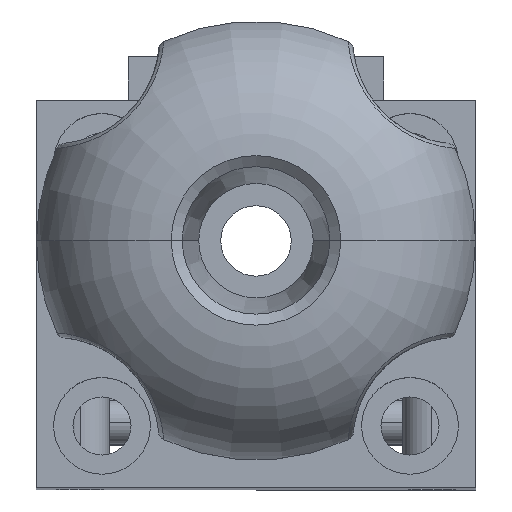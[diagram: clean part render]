
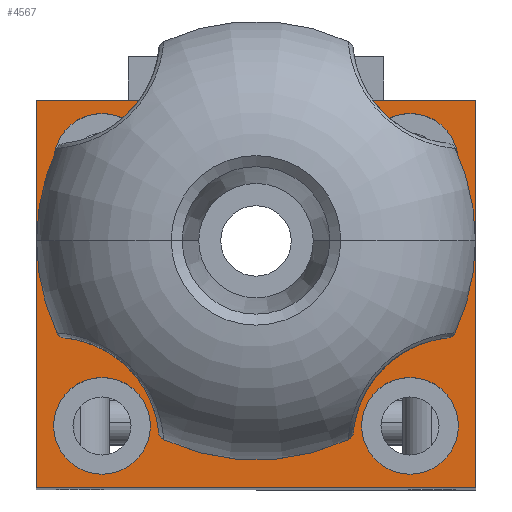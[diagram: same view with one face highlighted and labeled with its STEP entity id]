
A CAD part, top view. The second image highlights one B-rep face of the part: STEP entity #4567.
In plain terms, the highlighted planar face has unit normal (0, 0, 1).
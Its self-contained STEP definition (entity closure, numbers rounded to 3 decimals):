
#76 = ORIENTED_EDGE ( 'NONE', *, *, #5980, .F. ) ;
#385 = FACE_BOUND ( 'NONE', #10620, .T. ) ;
#822 = EDGE_CURVE ( 'NONE', #9374, #5992, #2400, .T. ) ;
#823 = CARTESIAN_POINT ( 'NONE',  ( 0., 28., 82.5 ) ) ;
#1069 = DIRECTION ( 'NONE',  ( -1., 0., 0. ) ) ;
#1139 = VERTEX_POINT ( 'NONE', #9226 ) ;
#1225 = CARTESIAN_POINT ( 'NONE',  ( 23., 37., 82.5 ) ) ;
#1370 = CARTESIAN_POINT ( 'NONE',  ( 25., 0., 82.5 ) ) ;
#1378 = AXIS2_PLACEMENT_3D ( 'NONE', #8646, #18256, #5460 ) ;
#1722 = DIRECTION ( 'NONE',  ( 0., -1., 0. ) ) ;
#1725 = VERTEX_POINT ( 'NONE', #7904 ) ;
#1984 = PLANE ( 'NONE',  #5458 ) ;
#2126 = CARTESIAN_POINT ( 'NONE',  ( 6., 28., 82.5 ) ) ;
#2400 = CIRCLE ( 'NONE', #1378, 5.5 ) ;
#2704 = ORIENTED_EDGE ( 'NONE', *, *, #6640, .F. ) ;
#2822 = ORIENTED_EDGE ( 'NONE', *, *, #13568, .F. ) ;
#2888 = LINE ( 'NONE', #9241, #19440 ) ;
#3691 = VERTEX_POINT ( 'NONE', #18853 ) ;
#3822 = CIRCLE ( 'NONE', #18340, 5.5 ) ;
#3909 = DIRECTION ( 'NONE',  ( 1., 0., 0. ) ) ;
#4016 = ORIENTED_EDGE ( 'NONE', *, *, #8358, .T. ) ;
#4127 = EDGE_CURVE ( 'NONE', #6773, #10322, #19139, .T. ) ;
#4272 = CARTESIAN_POINT ( 'NONE',  ( -23., 37., 82.5 ) ) ;
#4567 = ADVANCED_FACE ( 'NONE', ( #16153, #385, #5048, #6859, #12879, #9814 ), #1984, .T. ) ;
#4914 = ORIENTED_EDGE ( 'NONE', *, *, #18426, .T. ) ;
#5048 = FACE_BOUND ( 'NONE', #15618, .T. ) ;
#5328 = CARTESIAN_POINT ( 'NONE',  ( -12., 37., 82.5 ) ) ;
#5422 = EDGE_LOOP ( 'NONE', ( #9421, #10894 ) ) ;
#5458 = AXIS2_PLACEMENT_3D ( 'NONE', #20915, #8129, #16587 ) ;
#5460 = DIRECTION ( 'NONE',  ( 1., 0., 0. ) ) ;
#5626 = CIRCLE ( 'NONE', #16090, 5.5 ) ;
#5980 = EDGE_CURVE ( 'NONE', #13060, #12745, #5626, .T. ) ;
#5992 = VERTEX_POINT ( 'NONE', #17967 ) ;
#6181 = CIRCLE ( 'NONE', #18009, 6. ) ;
#6617 = VERTEX_POINT ( 'NONE', #19081 ) ;
#6640 = EDGE_CURVE ( 'NONE', #12745, #13060, #13797, .T. ) ;
#6773 = VERTEX_POINT ( 'NONE', #13880 ) ;
#6831 = DIRECTION ( 'NONE',  ( 1., 0., 0. ) ) ;
#6859 = FACE_BOUND ( 'NONE', #9077, .T. ) ;
#7040 = CARTESIAN_POINT ( 'NONE',  ( -17.5, 37., 82.5 ) ) ;
#7556 = CARTESIAN_POINT ( 'NONE',  ( 0., 28., 82.5 ) ) ;
#7663 = LINE ( 'NONE', #16977, #9537 ) ;
#7764 = DIRECTION ( 'NONE',  ( 1., 0., 0. ) ) ;
#7904 = CARTESIAN_POINT ( 'NONE',  ( 23., 7., 82.5 ) ) ;
#7908 = CARTESIAN_POINT ( 'NONE',  ( 25., 44., 82.5 ) ) ;
#7939 = CARTESIAN_POINT ( 'NONE',  ( -12., 7., 82.5 ) ) ;
#8039 = AXIS2_PLACEMENT_3D ( 'NONE', #7040, #9998, #6831 ) ;
#8129 = DIRECTION ( 'NONE',  ( 0., 0., 1. ) ) ;
#8220 = CARTESIAN_POINT ( 'NONE',  ( 17.5, 37., 82.5 ) ) ;
#8236 = CIRCLE ( 'NONE', #17012, 5.5 ) ;
#8358 = EDGE_CURVE ( 'NONE', #6617, #3691, #11570, .T. ) ;
#8499 = VERTEX_POINT ( 'NONE', #15377 ) ;
#8646 = CARTESIAN_POINT ( 'NONE',  ( 17.5, 37., 82.5 ) ) ;
#8675 = VECTOR ( 'NONE', #14070, 1000. ) ;
#8908 = VERTEX_POINT ( 'NONE', #2126 ) ;
#9077 = EDGE_LOOP ( 'NONE', ( #19082, #2822 ) ) ;
#9148 = DIRECTION ( 'NONE',  ( 1., 0., 0. ) ) ;
#9226 = CARTESIAN_POINT ( 'NONE',  ( 12., 7., 82.5 ) ) ;
#9232 = AXIS2_PLACEMENT_3D ( 'NONE', #14629, #9766, #7764 ) ;
#9241 = CARTESIAN_POINT ( 'NONE',  ( 25., 44., 82.5 ) ) ;
#9374 = VERTEX_POINT ( 'NONE', #1225 ) ;
#9421 = ORIENTED_EDGE ( 'NONE', *, *, #13736, .F. ) ;
#9459 = CARTESIAN_POINT ( 'NONE',  ( -17.5, 7., 82.5 ) ) ;
#9484 = ORIENTED_EDGE ( 'NONE', *, *, #12853, .F. ) ;
#9537 = VECTOR ( 'NONE', #13893, 1000. ) ;
#9569 = AXIS2_PLACEMENT_3D ( 'NONE', #8220, #13073, #14663 ) ;
#9766 = DIRECTION ( 'NONE',  ( 0., 0., 1. ) ) ;
#9814 = FACE_OUTER_BOUND ( 'NONE', #16079, .T. ) ;
#9998 = DIRECTION ( 'NONE',  ( 0., 0., 1. ) ) ;
#10027 = AXIS2_PLACEMENT_3D ( 'NONE', #19221, #12888, #15859 ) ;
#10256 = CIRCLE ( 'NONE', #9569, 5.5 ) ;
#10322 = VERTEX_POINT ( 'NONE', #7908 ) ;
#10410 = ORIENTED_EDGE ( 'NONE', *, *, #19643, .F. ) ;
#10620 = EDGE_LOOP ( 'NONE', ( #76, #2704 ) ) ;
#10626 = CARTESIAN_POINT ( 'NONE',  ( 17.5, 7., 82.5 ) ) ;
#10894 = ORIENTED_EDGE ( 'NONE', *, *, #13786, .F. ) ;
#10998 = VERTEX_POINT ( 'NONE', #7939 ) ;
#11303 = CARTESIAN_POINT ( 'NONE',  ( -17.5, 37., 82.5 ) ) ;
#11570 = LINE ( 'NONE', #19384, #18662 ) ;
#12731 = EDGE_CURVE ( 'NONE', #1725, #1139, #3822, .T. ) ;
#12745 = VERTEX_POINT ( 'NONE', #4272 ) ;
#12853 = EDGE_CURVE ( 'NONE', #18133, #8908, #6181, .T. ) ;
#12879 = FACE_BOUND ( 'NONE', #5422, .T. ) ;
#12888 = DIRECTION ( 'NONE',  ( 0., 0., 1. ) ) ;
#13060 = VERTEX_POINT ( 'NONE', #5328 ) ;
#13073 = DIRECTION ( 'NONE',  ( 0., 0., 1. ) ) ;
#13429 = EDGE_LOOP ( 'NONE', ( #10410, #9484 ) ) ;
#13433 = ORIENTED_EDGE ( 'NONE', *, *, #4127, .T. ) ;
#13518 = ORIENTED_EDGE ( 'NONE', *, *, #14412, .T. ) ;
#13568 = EDGE_CURVE ( 'NONE', #5992, #9374, #10256, .T. ) ;
#13736 = EDGE_CURVE ( 'NONE', #10998, #8499, #18359, .T. ) ;
#13744 = CARTESIAN_POINT ( 'NONE',  ( -6., 28., 82.5 ) ) ;
#13786 = EDGE_CURVE ( 'NONE', #8499, #10998, #8236, .T. ) ;
#13797 = CIRCLE ( 'NONE', #8039, 5.5 ) ;
#13880 = CARTESIAN_POINT ( 'NONE',  ( 25., 0., 82.5 ) ) ;
#13893 = DIRECTION ( 'NONE',  ( 1., 0., 0. ) ) ;
#13994 = DIRECTION ( 'NONE',  ( 1., 0., 0. ) ) ;
#14029 = ORIENTED_EDGE ( 'NONE', *, *, #15597, .F. ) ;
#14070 = DIRECTION ( 'NONE',  ( 0., 1., 0. ) ) ;
#14318 = CIRCLE ( 'NONE', #16013, 6. ) ;
#14412 = EDGE_CURVE ( 'NONE', #3691, #6773, #7663, .T. ) ;
#14586 = DIRECTION ( 'NONE',  ( 1., 0., 0. ) ) ;
#14629 = CARTESIAN_POINT ( 'NONE',  ( -17.5, 7., 82.5 ) ) ;
#14663 = DIRECTION ( 'NONE',  ( 1., 0., 0. ) ) ;
#15377 = CARTESIAN_POINT ( 'NONE',  ( -23., 7., 82.5 ) ) ;
#15397 = DIRECTION ( 'NONE',  ( 0., 0., 1. ) ) ;
#15597 = EDGE_CURVE ( 'NONE', #1139, #1725, #16778, .T. ) ;
#15618 = EDGE_LOOP ( 'NONE', ( #18952, #14029 ) ) ;
#15859 = DIRECTION ( 'NONE',  ( 1., 0., 0. ) ) ;
#15901 = DIRECTION ( 'NONE',  ( 1., 0., 0. ) ) ;
#16013 = AXIS2_PLACEMENT_3D ( 'NONE', #823, #18399, #3909 ) ;
#16079 = EDGE_LOOP ( 'NONE', ( #4016, #13518, #13433, #4914 ) ) ;
#16090 = AXIS2_PLACEMENT_3D ( 'NONE', #11303, #17748, #14586 ) ;
#16153 = FACE_BOUND ( 'NONE', #13429, .T. ) ;
#16587 = DIRECTION ( 'NONE',  ( 1., 0., 0. ) ) ;
#16778 = CIRCLE ( 'NONE', #10027, 5.5 ) ;
#16977 = CARTESIAN_POINT ( 'NONE',  ( 25., 0., 82.5 ) ) ;
#17012 = AXIS2_PLACEMENT_3D ( 'NONE', #9459, #17486, #15901 ) ;
#17486 = DIRECTION ( 'NONE',  ( 0., 0., 1. ) ) ;
#17748 = DIRECTION ( 'NONE',  ( 0., 0., 1. ) ) ;
#17967 = CARTESIAN_POINT ( 'NONE',  ( 12., 37., 82.5 ) ) ;
#18009 = AXIS2_PLACEMENT_3D ( 'NONE', #7556, #20343, #13994 ) ;
#18133 = VERTEX_POINT ( 'NONE', #13744 ) ;
#18256 = DIRECTION ( 'NONE',  ( 0., 0., 1. ) ) ;
#18340 = AXIS2_PLACEMENT_3D ( 'NONE', #10626, #15397, #9148 ) ;
#18359 = CIRCLE ( 'NONE', #9232, 5.5 ) ;
#18399 = DIRECTION ( 'NONE',  ( 0., 0., 1. ) ) ;
#18426 = EDGE_CURVE ( 'NONE', #10322, #6617, #2888, .T. ) ;
#18662 = VECTOR ( 'NONE', #1722, 1000. ) ;
#18853 = CARTESIAN_POINT ( 'NONE',  ( -25., 0., 82.5 ) ) ;
#18952 = ORIENTED_EDGE ( 'NONE', *, *, #12731, .F. ) ;
#19081 = CARTESIAN_POINT ( 'NONE',  ( -25., 44., 82.5 ) ) ;
#19082 = ORIENTED_EDGE ( 'NONE', *, *, #822, .F. ) ;
#19139 = LINE ( 'NONE', #1370, #8675 ) ;
#19221 = CARTESIAN_POINT ( 'NONE',  ( 17.5, 7., 82.5 ) ) ;
#19384 = CARTESIAN_POINT ( 'NONE',  ( -25., 0., 82.5 ) ) ;
#19440 = VECTOR ( 'NONE', #1069, 1000. ) ;
#19643 = EDGE_CURVE ( 'NONE', #8908, #18133, #14318, .T. ) ;
#20343 = DIRECTION ( 'NONE',  ( 0., 0., 1. ) ) ;
#20915 = CARTESIAN_POINT ( 'NONE',  ( 0., 22., 82.5 ) ) ;
